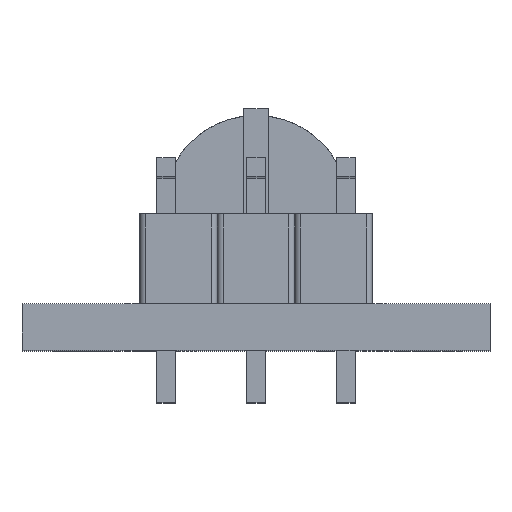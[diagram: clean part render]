
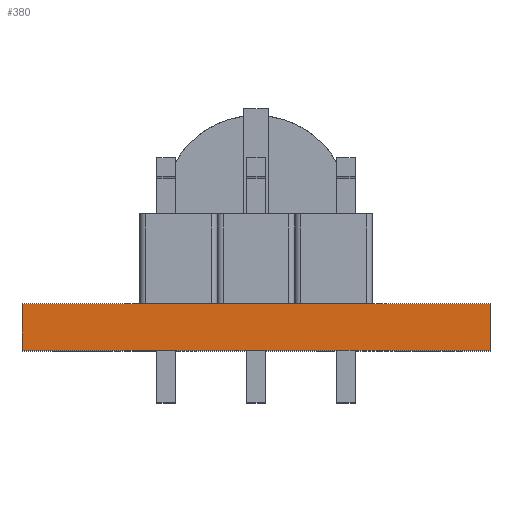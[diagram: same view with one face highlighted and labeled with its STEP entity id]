
A CAD part, top view. The second image highlights one B-rep face of the part: STEP entity #380.
In plain terms, the highlighted planar face has unit normal (0, 0, 1).
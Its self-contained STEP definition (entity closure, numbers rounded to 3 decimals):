
#182 = VERTEX_POINT ( 'NONE', #1462 ) ;
#188 = VECTOR ( 'NONE', #1748, 1000. ) ;
#271 = EDGE_CURVE ( 'NONE', #3369, #182, #3501, .T. ) ;
#380 = ADVANCED_FACE ( 'NONE', ( #4915 ), #4542, .F. ) ;
#601 = LINE ( 'NONE', #4376, #3025 ) ;
#791 = CARTESIAN_POINT ( 'NONE',  ( -7.55, 1.5, 9.8 ) ) ;
#866 = EDGE_CURVE ( 'NONE', #182, #1401, #2162, .T. ) ;
#889 = ORIENTED_EDGE ( 'NONE', *, *, #866, .F. ) ;
#1144 = ORIENTED_EDGE ( 'NONE', *, *, #271, .F. ) ;
#1354 = CARTESIAN_POINT ( 'NONE',  ( -7.55, 1.5, 9.8 ) ) ;
#1375 = VERTEX_POINT ( 'NONE', #2499 ) ;
#1401 = VERTEX_POINT ( 'NONE', #4469 ) ;
#1462 = CARTESIAN_POINT ( 'NONE',  ( 7.55, 1.5, 9.8 ) ) ;
#1591 = DIRECTION ( 'NONE',  ( 1., 0., 0. ) ) ;
#1748 = DIRECTION ( 'NONE',  ( 0., -1., 0. ) ) ;
#2087 = DIRECTION ( 'NONE',  ( 0., -1., 0. ) ) ;
#2159 = AXIS2_PLACEMENT_3D ( 'NONE', #4564, #4943, #3360 ) ;
#2162 = LINE ( 'NONE', #4538, #188 ) ;
#2499 = CARTESIAN_POINT ( 'NONE',  ( -7.55, 0., 9.8 ) ) ;
#2506 = EDGE_CURVE ( 'NONE', #3369, #1375, #4364, .T. ) ;
#2627 = VECTOR ( 'NONE', #2087, 1000. ) ;
#3025 = VECTOR ( 'NONE', #1591, 1000. ) ;
#3348 = ORIENTED_EDGE ( 'NONE', *, *, #3518, .T. ) ;
#3360 = DIRECTION ( 'NONE',  ( -1., 0., 0. ) ) ;
#3369 = VERTEX_POINT ( 'NONE', #3442 ) ;
#3442 = CARTESIAN_POINT ( 'NONE',  ( -7.55, 1.5, 9.8 ) ) ;
#3501 = LINE ( 'NONE', #791, #4443 ) ;
#3518 = EDGE_CURVE ( 'NONE', #1375, #1401, #601, .T. ) ;
#4275 = EDGE_LOOP ( 'NONE', ( #3348, #889, #1144, #5068 ) ) ;
#4364 = LINE ( 'NONE', #1354, #2627 ) ;
#4376 = CARTESIAN_POINT ( 'NONE',  ( -7.55, 0., 9.8 ) ) ;
#4443 = VECTOR ( 'NONE', #5131, 1000. ) ;
#4469 = CARTESIAN_POINT ( 'NONE',  ( 7.55, 0., 9.8 ) ) ;
#4538 = CARTESIAN_POINT ( 'NONE',  ( 7.55, 1.5, 9.8 ) ) ;
#4542 = PLANE ( 'NONE',  #2159 ) ;
#4564 = CARTESIAN_POINT ( 'NONE',  ( -7.55, 1.5, 9.8 ) ) ;
#4915 = FACE_OUTER_BOUND ( 'NONE', #4275, .T. ) ;
#4943 = DIRECTION ( 'NONE',  ( 0., 0., -1. ) ) ;
#5068 = ORIENTED_EDGE ( 'NONE', *, *, #2506, .T. ) ;
#5131 = DIRECTION ( 'NONE',  ( 1., 0., 0. ) ) ;
